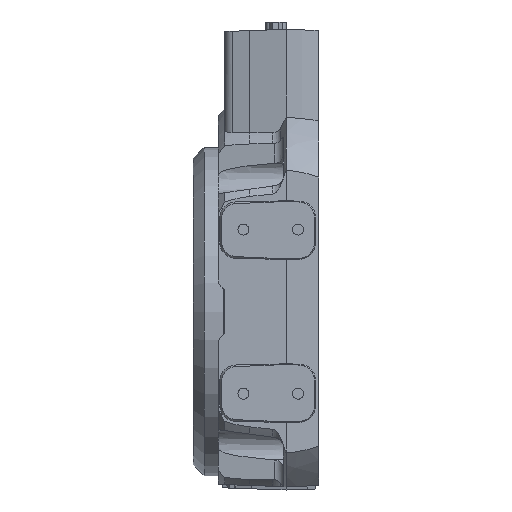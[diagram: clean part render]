
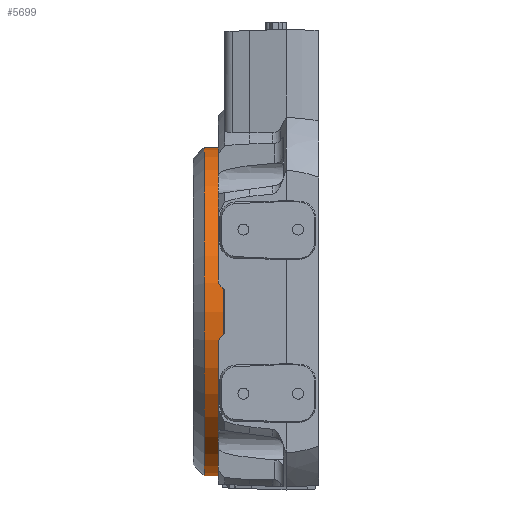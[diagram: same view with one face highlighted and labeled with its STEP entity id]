
A CAD part, left-side view. The second image highlights one B-rep face of the part: STEP entity #5699.
In plain terms, the highlighted cylindrical face has radius 75 mm (diameter 150 mm), a partial arc.
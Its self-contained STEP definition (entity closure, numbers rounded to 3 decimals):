
#403 = CARTESIAN_POINT ( 'NONE',  ( 0., -13.85, 0. ) ) ;
#1132 = AXIS2_PLACEMENT_3D ( 'NONE', #403, #6283, #14274 ) ;
#1185 = CARTESIAN_POINT ( 'NONE',  ( 0., 0., -75. ) ) ;
#2581 = LINE ( 'NONE', #8446, #20271 ) ;
#4401 = CARTESIAN_POINT ( 'NONE',  ( 0., -5., 75. ) ) ;
#4644 = DIRECTION ( 'NONE',  ( 0., 1., 0. ) ) ;
#4777 = EDGE_LOOP ( 'NONE', ( #12207, #12088, #17727, #8153 ) ) ;
#4812 = EDGE_CURVE ( 'NONE', #11352, #16704, #17144, .T. ) ;
#5699 = ADVANCED_FACE ( 'NONE', ( #13767 ), #5888, .T. ) ;
#5888 = CYLINDRICAL_SURFACE ( 'NONE', #21460, 75. ) ;
#6104 = EDGE_CURVE ( 'NONE', #16704, #24827, #16463, .T. ) ;
#6283 = DIRECTION ( 'NONE',  ( 0., 1., 0. ) ) ;
#7868 = CARTESIAN_POINT ( 'NONE',  ( 0., 0., 0. ) ) ;
#7968 = CARTESIAN_POINT ( 'NONE',  ( 0., -5., 0. ) ) ;
#8153 = ORIENTED_EDGE ( 'NONE', *, *, #6104, .F. ) ;
#8219 = CIRCLE ( 'NONE', #1132, 75. ) ;
#8446 = CARTESIAN_POINT ( 'NONE',  ( 0., 0., 75. ) ) ;
#8786 = EDGE_CURVE ( 'NONE', #24420, #24827, #2581, .T. ) ;
#9269 = DIRECTION ( 'NONE',  ( 0., 1., 0. ) ) ;
#11352 = VERTEX_POINT ( 'NONE', #19608 ) ;
#12088 = ORIENTED_EDGE ( 'NONE', *, *, #13173, .T. ) ;
#12207 = ORIENTED_EDGE ( 'NONE', *, *, #4812, .F. ) ;
#13173 = EDGE_CURVE ( 'NONE', #11352, #24420, #8219, .T. ) ;
#13767 = FACE_OUTER_BOUND ( 'NONE', #4777, .T. ) ;
#14274 = DIRECTION ( 'NONE',  ( 0., 0., 1. ) ) ;
#16463 = CIRCLE ( 'NONE', #21911, 75. ) ;
#16704 = VERTEX_POINT ( 'NONE', #25048 ) ;
#17144 = LINE ( 'NONE', #1185, #18919 ) ;
#17659 = DIRECTION ( 'NONE',  ( 0., 0., 1. ) ) ;
#17727 = ORIENTED_EDGE ( 'NONE', *, *, #8786, .T. ) ;
#18324 = CARTESIAN_POINT ( 'NONE',  ( 0., -13.85, 75. ) ) ;
#18919 = VECTOR ( 'NONE', #9269, 1000. ) ;
#19608 = CARTESIAN_POINT ( 'NONE',  ( 0., -13.85, -75. ) ) ;
#19771 = DIRECTION ( 'NONE',  ( 0., 0., 1. ) ) ;
#20271 = VECTOR ( 'NONE', #4644, 1000. ) ;
#21460 = AXIS2_PLACEMENT_3D ( 'NONE', #7868, #21752, #19771 ) ;
#21752 = DIRECTION ( 'NONE',  ( 0., 1., 0. ) ) ;
#21911 = AXIS2_PLACEMENT_3D ( 'NONE', #7968, #22114, #17659 ) ;
#22114 = DIRECTION ( 'NONE',  ( 0., 1., 0. ) ) ;
#24420 = VERTEX_POINT ( 'NONE', #18324 ) ;
#24827 = VERTEX_POINT ( 'NONE', #4401 ) ;
#25048 = CARTESIAN_POINT ( 'NONE',  ( 0., -5., -75. ) ) ;
